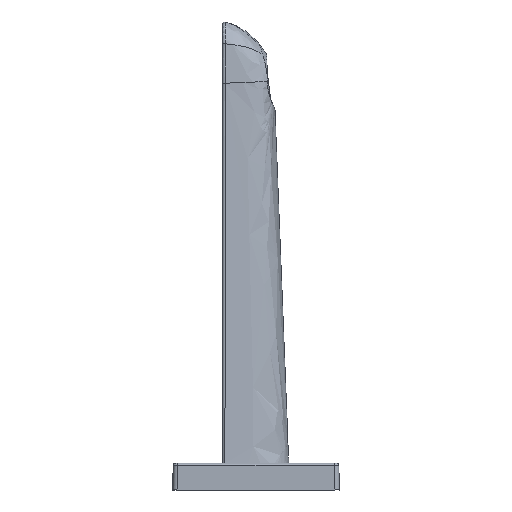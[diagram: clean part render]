
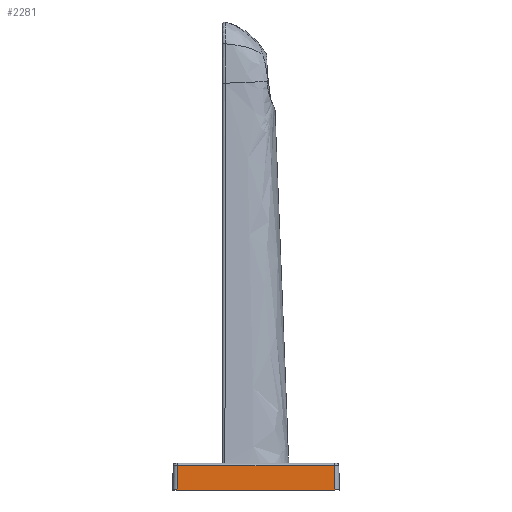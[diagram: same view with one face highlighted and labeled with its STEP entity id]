
A CAD part, left-side view. The second image highlights one B-rep face of the part: STEP entity #2281.
In plain terms, the highlighted planar face has unit normal (-1, 0, 0.018).
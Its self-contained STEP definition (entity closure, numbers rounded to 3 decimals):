
#130 = EDGE_CURVE ( 'NONE', #3245, #2908, #1497, .T. ) ;
#135 = PLANE ( 'NONE',  #2944 ) ;
#299 = FACE_OUTER_BOUND ( 'NONE', #3295, .T. ) ;
#461 = DIRECTION ( 'NONE',  ( 1., 0., -0.017 ) ) ;
#1026 = LINE ( 'NONE', #1997, #1030 ) ;
#1030 = VECTOR ( 'NONE', #3509, 1000. ) ;
#1356 = CARTESIAN_POINT ( 'NONE',  ( -37.489, -35.489, 0.619 ) ) ;
#1419 = CARTESIAN_POINT ( 'NONE',  ( -37.308, 0., 11.017 ) ) ;
#1453 = VECTOR ( 'NONE', #1524, 1000. ) ;
#1497 = LINE ( 'NONE', #2161, #1453 ) ;
#1524 = DIRECTION ( 'NONE',  ( 0., -1., 0. ) ) ;
#1546 = CARTESIAN_POINT ( 'NONE',  ( -37.5, -35.5, 0. ) ) ;
#1594 = CARTESIAN_POINT ( 'NONE',  ( -37.308, -35.308, 11.017 ) ) ;
#1633 = ORIENTED_EDGE ( 'NONE', *, *, #3718, .T. ) ;
#1641 = CARTESIAN_POINT ( 'NONE',  ( -37.5, 35.5, 0. ) ) ;
#1646 = ORIENTED_EDGE ( 'NONE', *, *, #1925, .T. ) ;
#1653 = DIRECTION ( 'NONE',  ( 0.017, 0.017, 1. ) ) ;
#1727 = VERTEX_POINT ( 'NONE', #1907 ) ;
#1782 = ORIENTED_EDGE ( 'NONE', *, *, #130, .T. ) ;
#1907 = CARTESIAN_POINT ( 'NONE',  ( -37.308, 35.308, 11.017 ) ) ;
#1925 = EDGE_CURVE ( 'NONE', #1727, #3245, #1026, .T. ) ;
#1997 = CARTESIAN_POINT ( 'NONE',  ( -37.489, 35.489, 0.619 ) ) ;
#2155 = VECTOR ( 'NONE', #3871, 1000. ) ;
#2161 = CARTESIAN_POINT ( 'NONE',  ( -37.5, 0., 0. ) ) ;
#2190 = ORIENTED_EDGE ( 'NONE', *, *, #3260, .T. ) ;
#2281 = ADVANCED_FACE ( 'NONE', ( #299 ), #135, .F. ) ;
#2463 = VECTOR ( 'NONE', #1653, 1000. ) ;
#2664 = DIRECTION ( 'NONE',  ( -0.017, 0., -1. ) ) ;
#2689 = LINE ( 'NONE', #1356, #2463 ) ;
#2908 = VERTEX_POINT ( 'NONE', #1546 ) ;
#2944 = AXIS2_PLACEMENT_3D ( 'NONE', #3846, #461, #2664 ) ;
#3125 = VERTEX_POINT ( 'NONE', #1594 ) ;
#3183 = LINE ( 'NONE', #1419, #2155 ) ;
#3245 = VERTEX_POINT ( 'NONE', #1641 ) ;
#3260 = EDGE_CURVE ( 'NONE', #2908, #3125, #2689, .T. ) ;
#3295 = EDGE_LOOP ( 'NONE', ( #2190, #1633, #1646, #1782 ) ) ;
#3509 = DIRECTION ( 'NONE',  ( -0.017, 0.017, -1. ) ) ;
#3718 = EDGE_CURVE ( 'NONE', #3125, #1727, #3183, .T. ) ;
#3846 = CARTESIAN_POINT ( 'NONE',  ( -37.5, 0., 0. ) ) ;
#3871 = DIRECTION ( 'NONE',  ( 0., 1., 0. ) ) ;
